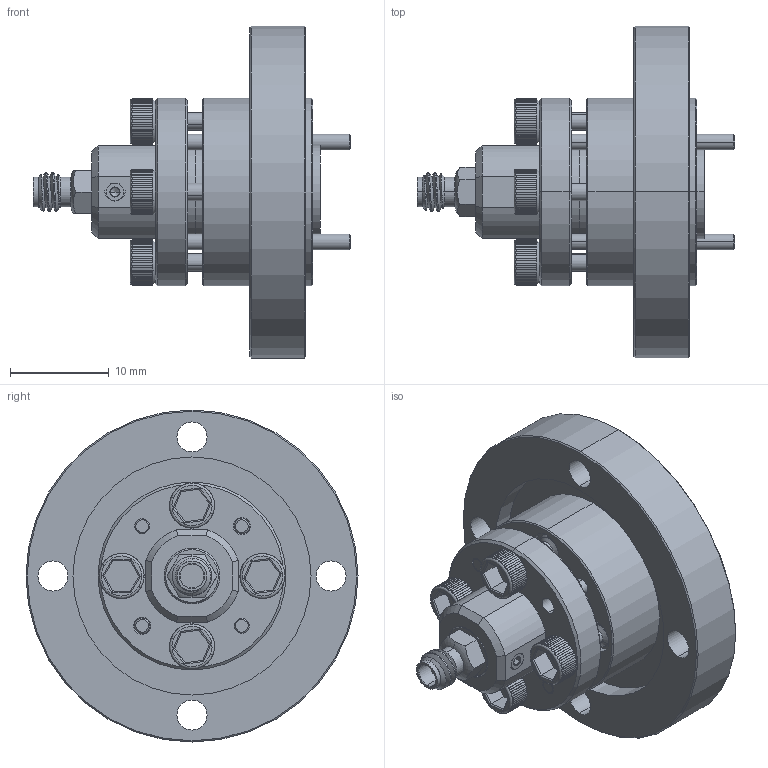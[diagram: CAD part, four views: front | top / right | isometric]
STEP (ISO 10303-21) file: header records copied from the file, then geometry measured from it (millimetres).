
FILE_DESCRIPTION (( 'STEP AP203' ), '1' );
FILE_NAME ('SWC-121F-E1-WR.STEP', '2018-10-23T17:31:10', ( '' ), ( '' ), 'SwSTEP 2.0', 'SolidWorks 2016', '' );
FILE_SCHEMA (( 'CONFIG_CONTROL_DESIGN' ));
Length unit declared in the file: inch
Products named in the file (1): SWC-121F-E1-WR
Bounding box: 32.17 x 33.66 x 33.66 mm (x, y, z)
Volume: 7422.9 mm3; surface area: 6163.9 mm2
Topology: 16 solids, 16 shells, 1099 faces, 2859 edges, 1814 vertices
Faces by surface type: plane 498, cylinder 375, cone 204, bspline 12, torus 10
Entity records: 37225 total; most frequent: CARTESIAN_POINT 11837, ORIENTED_EDGE 5670, DIRECTION 4774, EDGE_CURVE 2835, AXIS2_PLACEMENT_3D 1857, VERTEX_POINT 1814, EDGE_LOOP 1185, ADVANCED_FACE 1099
